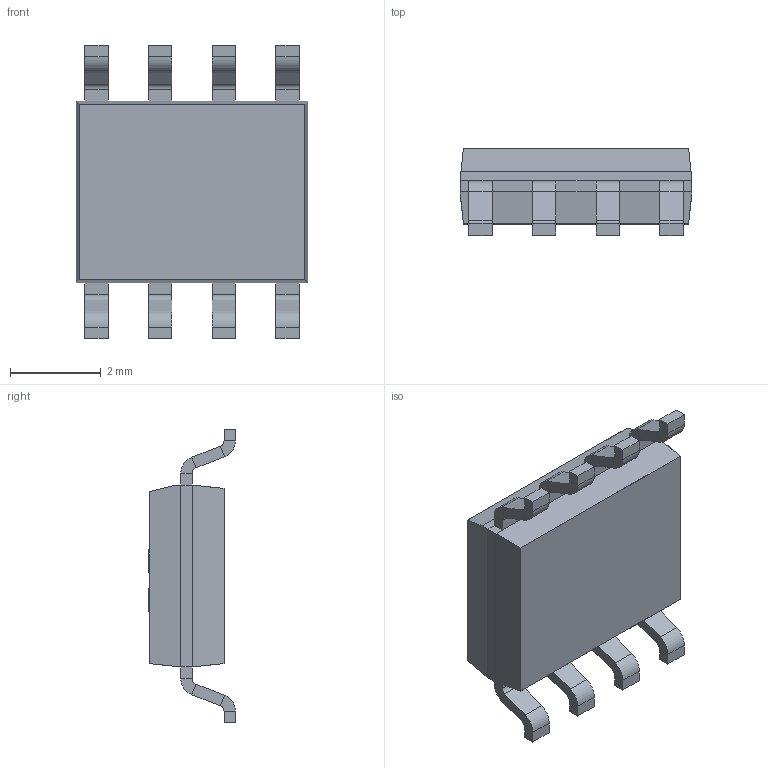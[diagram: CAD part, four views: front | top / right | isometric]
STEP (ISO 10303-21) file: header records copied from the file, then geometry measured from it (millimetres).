
FILE_DESCRIPTION (( 'STEP AP214' ), '1' );
FILE_NAME ('XL1509-ADJ-SMT.STEP', '2024-07-18T06:49:32', ( '' ), ( '' ), 'SwSTEP 2.0', 'SolidWorks 2022', '' );
FILE_SCHEMA (( 'AUTOMOTIVE_DESIGN' ));
Length unit declared in the file: millimetre
Products named in the file (1): XL1509-ADJ-SMT
Bounding box: 5.1 x 1.91 x 6.46 mm (x, y, z)
Volume: 34.5 mm3; surface area: 89.7 mm2
Topology: 1 solids, 1 shells, 370 faces, 853 edges, 502 vertices
Faces by surface type: plane 249, cylinder 55, bspline 54, sphere 8, torus 4
Entity records: 15308 total; most frequent: CARTESIAN_POINT 4786, ORIENTED_EDGE 1710, DIRECTION 1467, EDGE_CURVE 855, VECTOR 633, LINE 633, VERTEX_POINT 504, AXIS2_PLACEMENT_3D 417
